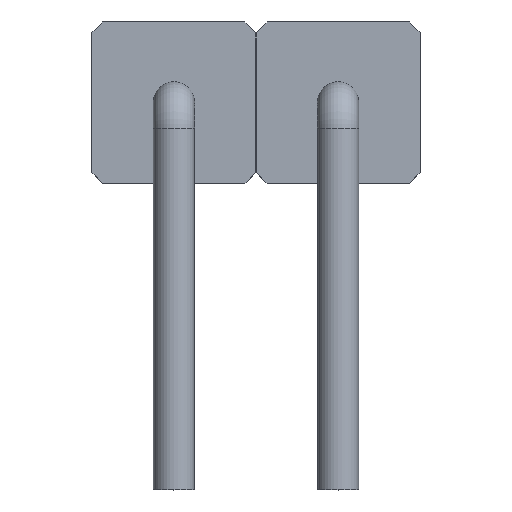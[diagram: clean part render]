
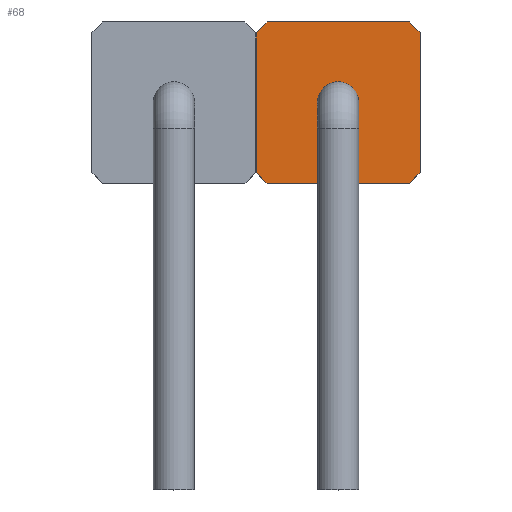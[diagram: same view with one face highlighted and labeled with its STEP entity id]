
A CAD part, top view. The second image highlights one B-rep face of the part: STEP entity #68.
In plain terms, the highlighted planar face has unit normal (0, 0, 1).
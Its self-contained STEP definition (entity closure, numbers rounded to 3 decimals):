
#68=ADVANCED_FACE('',(#428,#430),#432,.T.);
#428=FACE_BOUND('',#429,.T.);
#429=EDGE_LOOP('',(#732,#733,#734,#735,#736,#737,#738,#739));
#430=FACE_BOUND('',#431,.T.);
#431=EDGE_LOOP('',(#740));
#432=PLANE('',#433);
#433=AXIS2_PLACEMENT_3D('',#434,#435,#436);
#434=CARTESIAN_POINT('',(2.541,0.,2.5));
#435=DIRECTION('',(0.,0.,1.));
#436=DIRECTION('',(1.,0.,0.));
#732=ORIENTED_EDGE('',*,*,#884,.T.);
#733=ORIENTED_EDGE('',*,*,#885,.T.);
#734=ORIENTED_EDGE('',*,*,#886,.T.);
#735=ORIENTED_EDGE('',*,*,#887,.T.);
#736=ORIENTED_EDGE('',*,*,#888,.T.);
#737=ORIENTED_EDGE('',*,*,#889,.T.);
#738=ORIENTED_EDGE('',*,*,#890,.T.);
#739=ORIENTED_EDGE('',*,*,#891,.T.);
#740=ORIENTED_EDGE('',*,*,#892,.F.);
#884=EDGE_CURVE('',#960,#961,#962,.T.);
#885=EDGE_CURVE('',#961,#963,#964,.T.);
#886=EDGE_CURVE('',#963,#965,#966,.T.);
#887=EDGE_CURVE('',#965,#967,#968,.T.);
#888=EDGE_CURVE('',#967,#969,#970,.T.);
#889=EDGE_CURVE('',#969,#971,#972,.T.);
#890=EDGE_CURVE('',#971,#973,#974,.T.);
#891=EDGE_CURVE('',#973,#960,#975,.T.);
#892=EDGE_CURVE('',#976,#976,#977,.T.);
#960=VERTEX_POINT('',#1088);
#961=VERTEX_POINT('',#1089);
#962=LINE('',#1090,#1091);
#963=VERTEX_POINT('',#1093);
#964=LINE('',#1094,#1095);
#965=VERTEX_POINT('',#1097);
#966=LINE('',#1098,#1099);
#967=VERTEX_POINT('',#1101);
#968=LINE('',#1102,#1103);
#969=VERTEX_POINT('',#1105);
#970=LINE('',#1106,#1107);
#971=VERTEX_POINT('',#1109);
#972=LINE('',#1110,#1111);
#973=VERTEX_POINT('',#1113);
#974=LINE('',#1114,#1115);
#975=LINE('',#1117,#1118);
#976=VERTEX_POINT('',#1120);
#977=CIRCLE('',#1121,0.32);
#1088=CARTESIAN_POINT('',(3.641,1.25,2.5));
#1089=CARTESIAN_POINT('',(1.441,1.25,2.5));
#1090=CARTESIAN_POINT('',(3.641,1.25,2.5));
#1091=VECTOR('',#1092,1.);
#1092=DIRECTION('',(-1.,0.,0.));
#1093=CARTESIAN_POINT('',(1.271,1.08,2.5));
#1094=CARTESIAN_POINT('',(1.441,1.25,2.5));
#1095=VECTOR('',#1096,1.);
#1096=DIRECTION('',(-0.707,-0.707,0.));
#1097=CARTESIAN_POINT('',(1.271,-1.08,2.5));
#1098=CARTESIAN_POINT('',(1.271,1.08,2.5));
#1099=VECTOR('',#1100,1.);
#1100=DIRECTION('',(0.,-1.,0.));
#1101=CARTESIAN_POINT('',(1.441,-1.25,2.5));
#1102=CARTESIAN_POINT('',(1.271,-1.08,2.5));
#1103=VECTOR('',#1104,1.);
#1104=DIRECTION('',(0.707,-0.707,0.));
#1105=CARTESIAN_POINT('',(3.641,-1.25,2.5));
#1106=CARTESIAN_POINT('',(1.441,-1.25,2.5));
#1107=VECTOR('',#1108,1.);
#1108=DIRECTION('',(1.,0.,0.));
#1109=CARTESIAN_POINT('',(3.811,-1.08,2.5));
#1110=CARTESIAN_POINT('',(3.641,-1.25,2.5));
#1111=VECTOR('',#1112,1.);
#1112=DIRECTION('',(0.707,0.707,0.));
#1113=CARTESIAN_POINT('',(3.811,1.08,2.5));
#1114=CARTESIAN_POINT('',(3.811,-1.08,2.5));
#1115=VECTOR('',#1116,1.);
#1116=DIRECTION('',(0.,1.,0.));
#1117=CARTESIAN_POINT('',(3.811,1.08,2.5));
#1118=VECTOR('',#1119,1.);
#1119=DIRECTION('',(-0.707,0.707,0.));
#1120=CARTESIAN_POINT('',(2.861,0.,2.5));
#1121=AXIS2_PLACEMENT_3D('',#1122,#1123,#1124);
#1122=CARTESIAN_POINT('',(2.541,0.,2.5));
#1123=DIRECTION('',(0.,0.,1.));
#1124=DIRECTION('',(1.,0.,0.));
